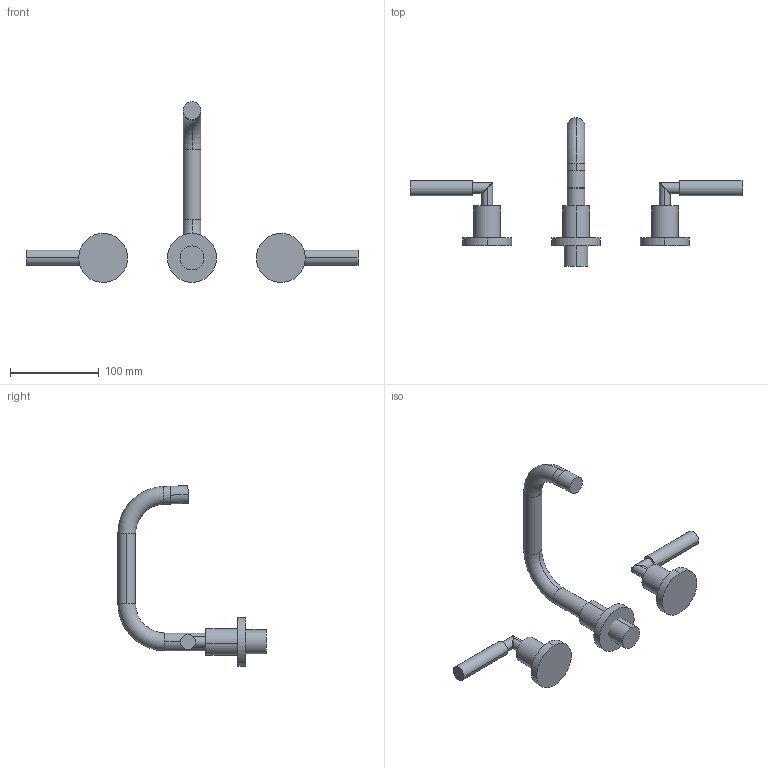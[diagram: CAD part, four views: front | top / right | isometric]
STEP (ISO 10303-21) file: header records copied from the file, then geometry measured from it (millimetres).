
FILE_DESCRIPTION (( 'STEP AP214' ), '1' );
FILE_NAME ('20705882.STEP', '2022-05-20T09:12:09', ( '' ), ( '' ), 'SwSTEP 2.0', 'SolidWorks 2020', '' );
FILE_SCHEMA (( 'AUTOMOTIVE_DESIGN' ));
Length unit declared in the file: millimetre
Products named in the file (8): 20705882; Planungsmodell_Auslauf-+-04.28.22.370.00.90-1; Planungsmodell_Rohr-+-09.28.22.370.90-1; Planungsmodell_GriffSLDPRT-+-04.20.88.052.00-01_-; Planungsmodell_Anschluss-+-09.11.10.101.90-1; Planungsmodell_Huelse-+-09.23.01.028.90-1; Planungsmodell_Haube-+-09.21.02.140.90-1; Planungsmodell_Rosette-+-09.27.89.105.90-1
Assembly tree (11 placements, depth 3):
  20705882
    Planungsmodell_Auslauf-+-04.28.22.370.00.90-1
      Planungsmodell_Rohr-+-09.28.22.370.90-1
      Planungsmodell_Huelse-+-09.23.01.028.90-1
    Planungsmodell_Rosette-+-09.27.89.105.90-1  x3
    Planungsmodell_Haube-+-09.21.02.140.90-1  x2
    Planungsmodell_Anschluss-+-09.11.10.101.90-1
    Planungsmodell_GriffSLDPRT-+-04.20.88.052.00-01_-  x2
Bounding box: 373.78 x 167 x 203.43 mm (x, y, z)
Volume: 289127.4 mm3; surface area: 66497.9 mm2
Topology: 10 solids, 10 shells, 65 faces, 124 edges, 74 vertices
Faces by surface type: cylinder 34, plane 23, torus 4, bspline 4
Entity records: 1586 total; most frequent: CARTESIAN_POINT 345, DIRECTION 232, ORIENTED_EDGE 156, AXIS2_PLACEMENT_3D 105, EDGE_CURVE 78, CIRCLE 50, VERTEX_POINT 50, EDGE_LOOP 44
